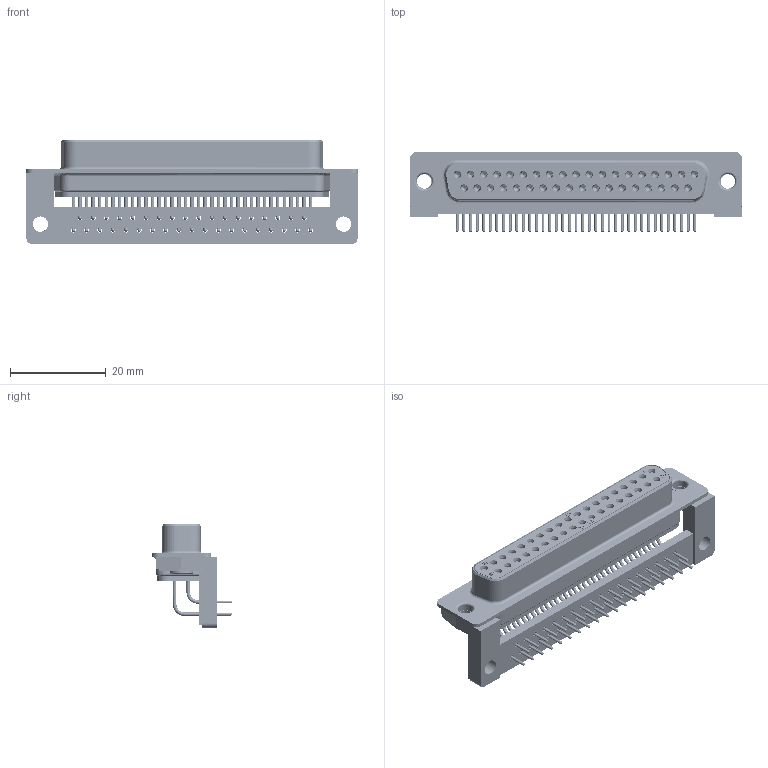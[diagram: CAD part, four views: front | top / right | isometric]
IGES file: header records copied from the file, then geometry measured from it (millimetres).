
Start section: C
Global section: file name: 216612043.igs; native system: By Siemens PLM Incorporated; preprocessor: XPlus GENERIC/IGES 20.0.26; author: Author; organization: Title; date: 20190404.160310; units: millimetre
Bounding box: 69.5 x 16.8 x 21.7 mm (x, y, z)
Surface area: 16797.9 mm2 (no closed solid volume)
Topology: 0 solids, 0 shells, 7140 faces, 39401 edges, 39364 vertices
Faces by surface type: bspline 7140
